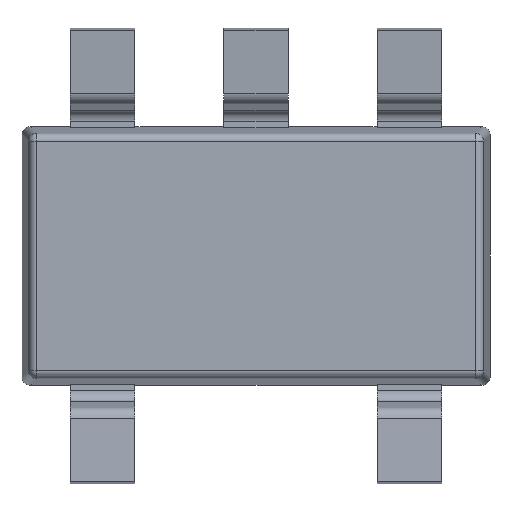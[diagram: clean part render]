
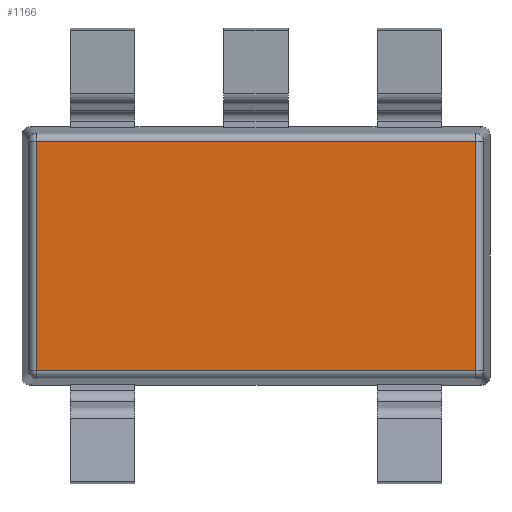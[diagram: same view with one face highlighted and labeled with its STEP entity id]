
A CAD part, front view. The second image highlights one B-rep face of the part: STEP entity #1166.
In plain terms, the highlighted planar face has unit normal (0, -1, 0).
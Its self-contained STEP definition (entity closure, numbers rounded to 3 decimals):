
#144 = DIRECTION ( 'NONE',  ( 0., 0., -1. ) ) ;
#167 = ORIENTED_EDGE ( 'NONE', *, *, #2097, .T. ) ;
#192 = EDGE_CURVE ( 'NONE', #2132, #1243, #589, .T. ) ;
#332 = ORIENTED_EDGE ( 'NONE', *, *, #1098, .T. ) ;
#421 = PLANE ( 'NONE',  #3214 ) ;
#473 = VECTOR ( 'NONE', #1769, 1000. ) ;
#589 = LINE ( 'NONE', #1562, #2049 ) ;
#922 = CARTESIAN_POINT ( 'NONE',  ( 0., 0.01, -0.71 ) ) ;
#926 = ORIENTED_EDGE ( 'NONE', *, *, #2535, .T. ) ;
#964 = CARTESIAN_POINT ( 'NONE',  ( 1.36, 0.01, 0.71 ) ) ;
#1020 = EDGE_LOOP ( 'NONE', ( #167, #332, #926, #3030 ) ) ;
#1098 = EDGE_CURVE ( 'NONE', #1132, #2538, #3622, .T. ) ;
#1132 = VERTEX_POINT ( 'NONE', #2822 ) ;
#1166 = ADVANCED_FACE ( 'NONE', ( #2575 ), #421, .T. ) ;
#1243 = VERTEX_POINT ( 'NONE', #2484 ) ;
#1287 = VECTOR ( 'NONE', #3974, 1000. ) ;
#1556 = DIRECTION ( 'NONE',  ( 1., 0., 0. ) ) ;
#1562 = CARTESIAN_POINT ( 'NONE',  ( 0., 0.01, 0.71 ) ) ;
#1769 = DIRECTION ( 'NONE',  ( 0., 0., 1. ) ) ;
#1991 = CARTESIAN_POINT ( 'NONE',  ( 0., 0.01, 0. ) ) ;
#2049 = VECTOR ( 'NONE', #3124, 1000. ) ;
#2072 = CARTESIAN_POINT ( 'NONE',  ( 1.36, 0.01, -0.71 ) ) ;
#2097 = EDGE_CURVE ( 'NONE', #1243, #1132, #3734, .T. ) ;
#2132 = VERTEX_POINT ( 'NONE', #964 ) ;
#2338 = CARTESIAN_POINT ( 'NONE',  ( 1.36, 0.01, 0. ) ) ;
#2484 = CARTESIAN_POINT ( 'NONE',  ( -1.36, 0.01, 0.71 ) ) ;
#2535 = EDGE_CURVE ( 'NONE', #2538, #2132, #3882, .T. ) ;
#2538 = VERTEX_POINT ( 'NONE', #2072 ) ;
#2575 = FACE_OUTER_BOUND ( 'NONE', #1020, .T. ) ;
#2760 = VECTOR ( 'NONE', #1556, 1000. ) ;
#2822 = CARTESIAN_POINT ( 'NONE',  ( -1.36, 0.01, -0.71 ) ) ;
#2887 = DIRECTION ( 'NONE',  ( 0., -1., 0. ) ) ;
#3030 = ORIENTED_EDGE ( 'NONE', *, *, #192, .T. ) ;
#3124 = DIRECTION ( 'NONE',  ( -1., 0., 0. ) ) ;
#3214 = AXIS2_PLACEMENT_3D ( 'NONE', #1991, #2887, #144 ) ;
#3353 = CARTESIAN_POINT ( 'NONE',  ( -1.36, 0.01, 0. ) ) ;
#3622 = LINE ( 'NONE', #922, #2760 ) ;
#3734 = LINE ( 'NONE', #3353, #1287 ) ;
#3882 = LINE ( 'NONE', #2338, #473 ) ;
#3974 = DIRECTION ( 'NONE',  ( 0., 0., -1. ) ) ;
